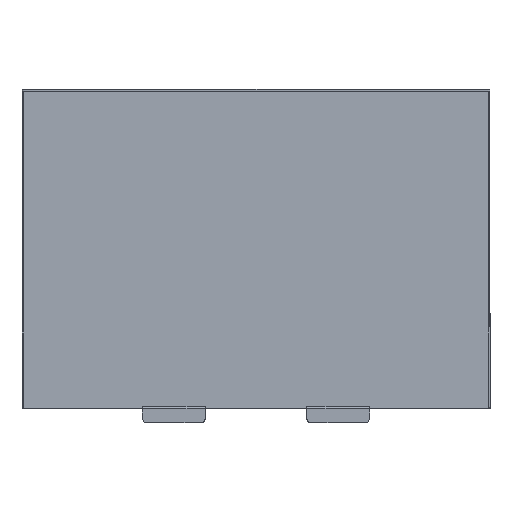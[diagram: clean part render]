
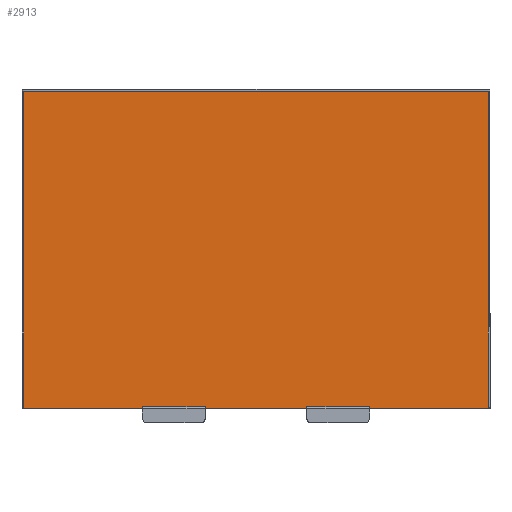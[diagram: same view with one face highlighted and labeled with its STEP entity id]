
A CAD part, top view. The second image highlights one B-rep face of the part: STEP entity #2913.
In plain terms, the highlighted planar face has unit normal (0, 0, 1).
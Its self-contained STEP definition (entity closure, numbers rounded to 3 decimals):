
#103 = CARTESIAN_POINT ( 'NONE',  ( -116.7, 92.5, 0.8 ) ) ;
#123 = LINE ( 'NONE', #2572, #2924 ) ;
#129 = DIRECTION ( 'NONE',  ( 0., 1., 0. ) ) ;
#201 = CARTESIAN_POINT ( 'NONE',  ( 25.5, -67.5, 0.8 ) ) ;
#265 = CARTESIAN_POINT ( 'NONE',  ( 116.5, 91.6, 0.8 ) ) ;
#292 = DIRECTION ( 'NONE',  ( 1., 0., 0. ) ) ;
#299 = VECTOR ( 'NONE', #3365, 1000. ) ;
#308 = DIRECTION ( 'NONE',  ( 0., 1., 0. ) ) ;
#319 = EDGE_CURVE ( 'NONE', #2226, #2576, #1505, .T. ) ;
#337 = ORIENTED_EDGE ( 'NONE', *, *, #1696, .T. ) ;
#393 = VECTOR ( 'NONE', #2478, 1000. ) ;
#425 = CARTESIAN_POINT ( 'NONE',  ( 116.5, 91.7, 0.8 ) ) ;
#452 = EDGE_CURVE ( 'NONE', #1892, #2734, #739, .T. ) ;
#475 = ORIENTED_EDGE ( 'NONE', *, *, #3426, .F. ) ;
#643 = LINE ( 'NONE', #103, #3393 ) ;
#651 = VECTOR ( 'NONE', #2967, 1000. ) ;
#669 = DIRECTION ( 'NONE',  ( 1., 0., 0. ) ) ;
#709 = CARTESIAN_POINT ( 'NONE',  ( 0., -67.5, 0.8 ) ) ;
#722 = CARTESIAN_POINT ( 'NONE',  ( -25.5, -67.5, 0.8 ) ) ;
#734 = CARTESIAN_POINT ( 'NONE',  ( -116.7, -67.5, 0.8 ) ) ;
#738 = EDGE_CURVE ( 'NONE', #2226, #1751, #2309, .T. ) ;
#739 = LINE ( 'NONE', #2472, #1550 ) ;
#760 = EDGE_CURVE ( 'NONE', #999, #2495, #1591, .T. ) ;
#845 = EDGE_CURVE ( 'NONE', #2495, #2128, #2972, .T. ) ;
#921 = DIRECTION ( 'NONE',  ( 1., 0., 0. ) ) ;
#953 = ORIENTED_EDGE ( 'NONE', *, *, #1184, .T. ) ;
#956 = CARTESIAN_POINT ( 'NONE',  ( -116.5, 91.6, 0.8 ) ) ;
#978 = VECTOR ( 'NONE', #3519, 1000. ) ;
#999 = VERTEX_POINT ( 'NONE', #1538 ) ;
#1042 = DIRECTION ( 'NONE',  ( 0., 0., 1. ) ) ;
#1044 = EDGE_CURVE ( 'NONE', #1892, #2942, #2167, .T. ) ;
#1052 = DIRECTION ( 'NONE',  ( -1., 0., 0. ) ) ;
#1077 = CARTESIAN_POINT ( 'NONE',  ( -57., -74.7, 0.8 ) ) ;
#1184 = EDGE_CURVE ( 'NONE', #3006, #2995, #3410, .T. ) ;
#1194 = ORIENTED_EDGE ( 'NONE', *, *, #760, .F. ) ;
#1219 = LINE ( 'NONE', #2931, #393 ) ;
#1231 = LINE ( 'NONE', #1077, #978 ) ;
#1246 = ORIENTED_EDGE ( 'NONE', *, *, #319, .T. ) ;
#1272 = VECTOR ( 'NONE', #669, 1000. ) ;
#1323 = DIRECTION ( 'NONE',  ( -1., 0., 0. ) ) ;
#1326 = VERTEX_POINT ( 'NONE', #2902 ) ;
#1356 = ORIENTED_EDGE ( 'NONE', *, *, #1760, .F. ) ;
#1366 = LINE ( 'NONE', #2138, #651 ) ;
#1392 = CARTESIAN_POINT ( 'NONE',  ( -57., -66.7, 0.8 ) ) ;
#1429 = CARTESIAN_POINT ( 'NONE',  ( -117.5, 91.7, 0.8 ) ) ;
#1454 = VECTOR ( 'NONE', #1323, 1000. ) ;
#1493 = AXIS2_PLACEMENT_3D ( 'NONE', #2707, #1042, #292 ) ;
#1497 = DIRECTION ( 'NONE',  ( -1., 0., 0. ) ) ;
#1501 = VECTOR ( 'NONE', #2079, 1000. ) ;
#1505 = LINE ( 'NONE', #1429, #2651 ) ;
#1538 = CARTESIAN_POINT ( 'NONE',  ( 57., -66.7, 0.8 ) ) ;
#1550 = VECTOR ( 'NONE', #2140, 1000. ) ;
#1591 = LINE ( 'NONE', #3190, #2259 ) ;
#1644 = CARTESIAN_POINT ( 'NONE',  ( -57., -66.7, 0.8 ) ) ;
#1694 = LINE ( 'NONE', #709, #2505 ) ;
#1696 = EDGE_CURVE ( 'NONE', #2590, #2093, #1366, .T. ) ;
#1744 = CARTESIAN_POINT ( 'NONE',  ( 57., -74.7, 0.8 ) ) ;
#1751 = VERTEX_POINT ( 'NONE', #265 ) ;
#1760 = EDGE_CURVE ( 'NONE', #2942, #2093, #1231, .T. ) ;
#1795 = ORIENTED_EDGE ( 'NONE', *, *, #2693, .F. ) ;
#1796 = ORIENTED_EDGE ( 'NONE', *, *, #3396, .F. ) ;
#1855 = VECTOR ( 'NONE', #129, 1000. ) ;
#1892 = VERTEX_POINT ( 'NONE', #3370 ) ;
#1909 = CARTESIAN_POINT ( 'NONE',  ( -116.5, 0., 0.8 ) ) ;
#1929 = LINE ( 'NONE', #2844, #1272 ) ;
#1939 = ORIENTED_EDGE ( 'NONE', *, *, #3329, .F. ) ;
#2011 = ORIENTED_EDGE ( 'NONE', *, *, #2281, .T. ) ;
#2043 = CARTESIAN_POINT ( 'NONE',  ( 116.7, -67.5, 0.8 ) ) ;
#2079 = DIRECTION ( 'NONE',  ( 0., -1., 0. ) ) ;
#2093 = VERTEX_POINT ( 'NONE', #2604 ) ;
#2102 = EDGE_LOOP ( 'NONE', ( #3142, #1246, #1796, #1939, #3217, #337, #1356, #2778, #2692, #2011, #2718, #1194, #475, #2305, #953, #1795 ) ) ;
#2128 = VERTEX_POINT ( 'NONE', #201 ) ;
#2138 = CARTESIAN_POINT ( 'NONE',  ( 0., -67.5, 0.8 ) ) ;
#2140 = DIRECTION ( 'NONE',  ( 0., -1., 0. ) ) ;
#2167 = LINE ( 'NONE', #1392, #1454 ) ;
#2211 = DIRECTION ( 'NONE',  ( 0., -1., 0. ) ) ;
#2226 = VERTEX_POINT ( 'NONE', #425 ) ;
#2250 = CARTESIAN_POINT ( 'NONE',  ( -116.7, 91.6, 0.8 ) ) ;
#2259 = VECTOR ( 'NONE', #1052, 1000. ) ;
#2281 = EDGE_CURVE ( 'NONE', #2734, #2128, #1694, .T. ) ;
#2290 = VECTOR ( 'NONE', #308, 1000. ) ;
#2305 = ORIENTED_EDGE ( 'NONE', *, *, #3488, .T. ) ;
#2309 = LINE ( 'NONE', #3161, #1501 ) ;
#2315 = CARTESIAN_POINT ( 'NONE',  ( 25.5, -66.7, 0.8 ) ) ;
#2472 = CARTESIAN_POINT ( 'NONE',  ( -25.5, 0., 0.8 ) ) ;
#2478 = DIRECTION ( 'NONE',  ( 1., 0., 0. ) ) ;
#2495 = VERTEX_POINT ( 'NONE', #2315 ) ;
#2505 = VECTOR ( 'NONE', #3419, 1000. ) ;
#2533 = CARTESIAN_POINT ( 'NONE',  ( 116.7, 92.5, 0.8 ) ) ;
#2572 = CARTESIAN_POINT ( 'NONE',  ( 0., 91.6, 0.8 ) ) ;
#2576 = VERTEX_POINT ( 'NONE', #3118 ) ;
#2590 = VERTEX_POINT ( 'NONE', #734 ) ;
#2604 = CARTESIAN_POINT ( 'NONE',  ( -57., -67.5, 0.8 ) ) ;
#2651 = VECTOR ( 'NONE', #1497, 1000. ) ;
#2675 = PLANE ( 'NONE',  #1493 ) ;
#2692 = ORIENTED_EDGE ( 'NONE', *, *, #452, .T. ) ;
#2693 = EDGE_CURVE ( 'NONE', #1751, #2995, #123, .T. ) ;
#2707 = CARTESIAN_POINT ( 'NONE',  ( 0., 0., 0.8 ) ) ;
#2718 = ORIENTED_EDGE ( 'NONE', *, *, #845, .F. ) ;
#2734 = VERTEX_POINT ( 'NONE', #722 ) ;
#2748 = LINE ( 'NONE', #1744, #299 ) ;
#2763 = VERTEX_POINT ( 'NONE', #956 ) ;
#2778 = ORIENTED_EDGE ( 'NONE', *, *, #1044, .F. ) ;
#2844 = CARTESIAN_POINT ( 'NONE',  ( 0., -67.5, 0.8 ) ) ;
#2902 = CARTESIAN_POINT ( 'NONE',  ( 57., -67.5, 0.8 ) ) ;
#2913 = ADVANCED_FACE ( 'NONE', ( #3000 ), #2675, .T. ) ;
#2924 = VECTOR ( 'NONE', #921, 1000. ) ;
#2931 = CARTESIAN_POINT ( 'NONE',  ( 0., 91.6, 0.8 ) ) ;
#2942 = VERTEX_POINT ( 'NONE', #1644 ) ;
#2967 = DIRECTION ( 'NONE',  ( 1., 0., 0. ) ) ;
#2972 = LINE ( 'NONE', #3479, #3014 ) ;
#2995 = VERTEX_POINT ( 'NONE', #3346 ) ;
#3000 = FACE_OUTER_BOUND ( 'NONE', #2102, .T. ) ;
#3006 = VERTEX_POINT ( 'NONE', #2043 ) ;
#3014 = VECTOR ( 'NONE', #2211, 1000. ) ;
#3088 = DIRECTION ( 'NONE',  ( 0., -1., 0. ) ) ;
#3118 = CARTESIAN_POINT ( 'NONE',  ( -116.5, 91.7, 0.8 ) ) ;
#3142 = ORIENTED_EDGE ( 'NONE', *, *, #738, .F. ) ;
#3161 = CARTESIAN_POINT ( 'NONE',  ( 116.5, 0., 0.8 ) ) ;
#3190 = CARTESIAN_POINT ( 'NONE',  ( 25.5, -66.7, 0.8 ) ) ;
#3200 = VERTEX_POINT ( 'NONE', #2250 ) ;
#3217 = ORIENTED_EDGE ( 'NONE', *, *, #3471, .T. ) ;
#3329 = EDGE_CURVE ( 'NONE', #3200, #2763, #1219, .T. ) ;
#3346 = CARTESIAN_POINT ( 'NONE',  ( 116.7, 91.6, 0.8 ) ) ;
#3365 = DIRECTION ( 'NONE',  ( 0., 1., 0. ) ) ;
#3370 = CARTESIAN_POINT ( 'NONE',  ( -25.5, -66.7, 0.8 ) ) ;
#3393 = VECTOR ( 'NONE', #3088, 1000. ) ;
#3396 = EDGE_CURVE ( 'NONE', #2763, #2576, #3529, .T. ) ;
#3410 = LINE ( 'NONE', #2533, #1855 ) ;
#3419 = DIRECTION ( 'NONE',  ( 1., 0., 0. ) ) ;
#3426 = EDGE_CURVE ( 'NONE', #1326, #999, #2748, .T. ) ;
#3471 = EDGE_CURVE ( 'NONE', #3200, #2590, #643, .T. ) ;
#3479 = CARTESIAN_POINT ( 'NONE',  ( 25.5, -74.7, 0.8 ) ) ;
#3488 = EDGE_CURVE ( 'NONE', #1326, #3006, #1929, .T. ) ;
#3519 = DIRECTION ( 'NONE',  ( 0., -1., 0. ) ) ;
#3529 = LINE ( 'NONE', #1909, #2290 ) ;
